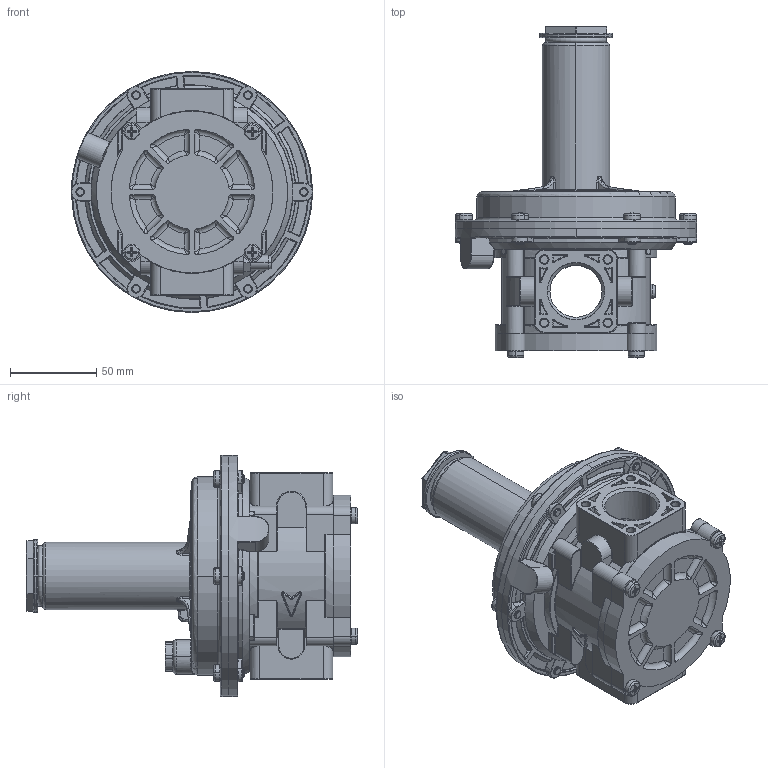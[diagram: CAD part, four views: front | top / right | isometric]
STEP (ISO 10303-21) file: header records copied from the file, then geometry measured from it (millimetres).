
FILE_DESCRIPTION((''),'2;1');
FILE_NAME('RG04_ASM','2014-12-15T',('Matteo Bolognesi'),(''),'PRO/ENGINEER BY PARAMETRIC TECHNOLOGY CORPORATION, 2012130','PRO/ENGINEER BY PARAMETRIC TECHNOLOGY CORPORATION, 2012130','');
FILE_SCHEMA(('CONFIG_CONTROL_DESIGN'));
Length unit declared in the file: millimetre
Products named in the file (11): CO-0741; FC-0200; FL-0201; PRESSURETAP; IM-0210; VITETAGLIOM5X16; VITETAGLIOM5X14; OR-0050; TA-0400; AN-0120; RG04_ASM
Assembly tree (18 placements, depth 2):
  RG04_ASM
    CO-0741
    FC-0200
    FL-0201
    PRESSURETAP
    IM-0210
    VITETAGLIOM5X16  x4
    VITETAGLIOM5X14  x6
    OR-0050
    TA-0400
    AN-0120
Bounding box: 140 x 192.66 x 140 mm (x, y, z)
Volume: 384544.5 mm3; surface area: 206171.8 mm2
Topology: 18 solids, 28 shells, 2714 faces, 6141 edges, 3522 vertices
Faces by surface type: cylinder 919, torus 540, plane 436, bspline 378, cone 223, sphere 218
Entity records: 88191 total; most frequent: CARTESIAN_POINT 40181, DIRECTION 10498, ORIENTED_EDGE 9846, EDGE_CURVE 4943, AXIS2_PLACEMENT_3D 4574, VERTEX_POINT 2818, CIRCLE 2675, EDGE_LOOP 2337
